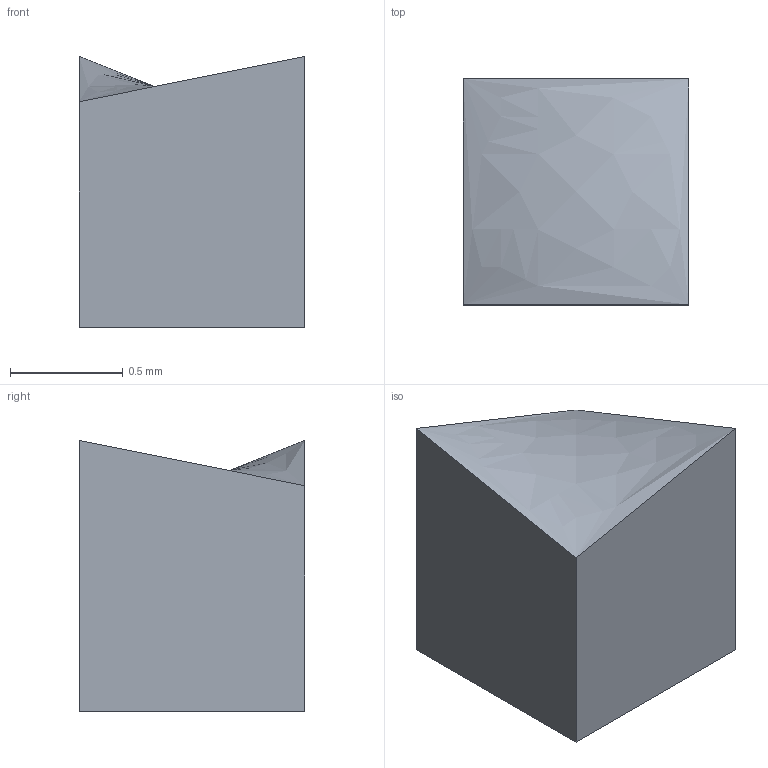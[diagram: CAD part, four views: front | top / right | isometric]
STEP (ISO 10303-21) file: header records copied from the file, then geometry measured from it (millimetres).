
FILE_DESCRIPTION(('Open CASCADE Model'),'2;1');
FILE_NAME('Open CASCADE Shape Model','2020-06-01T10:08:52',( 'CAD Processor'),('OPEN CASCADE S.A.S'), 'Open CASCADE STEP processor 7.4','CAD Processor','Unknown');
FILE_SCHEMA(('AUTOMOTIVE_DESIGN { 1 0 10303 214 1 1 1 1 }'));
Length unit declared in the file: millimetre
Products named in the file (1): Open_CASCADE_STEP_translator_7.3_2
Bounding box: 1 x 1 x 1.2 mm (x, y, z)
Surface area: 6.2 mm2 (no closed solid volume)
Topology: 0 solids, 1 shells, 6 faces, 12 edges, 8 vertices
Faces by surface type: plane 5, bspline 1
Entity records: 223 total; most frequent: CARTESIAN_POINT 42, DIRECTION 24, ORIENTED_EDGE 24, EDGE_CURVE 12, LINE 12, VECTOR 12, VERTEX_POINT 8, AXIS2_PLACEMENT_3D 6
